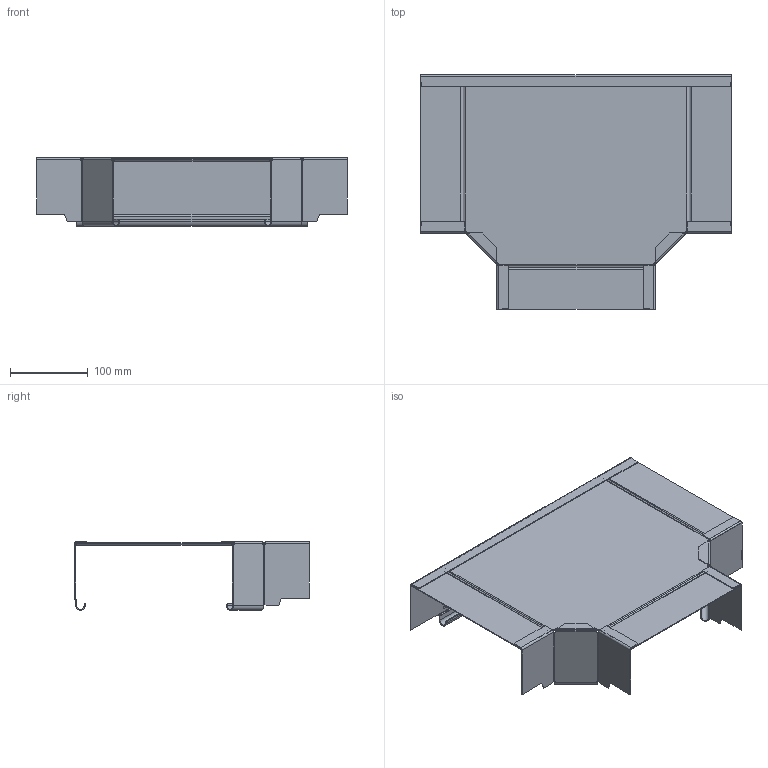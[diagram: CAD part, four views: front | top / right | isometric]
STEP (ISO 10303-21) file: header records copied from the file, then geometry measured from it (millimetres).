
FILE_DESCRIPTION((''),'2;1');
FILE_NAME('6041662_ASM','2013-10-16T',('AndreasKeweloh'),(''),'PRO/ENGINEER BY PARAMETRIC TECHNOLOGY CORPORATION, 2012360','PRO/ENGINEER BY PARAMETRIC TECHNOLOGY CORPORATION, 2012360','');
FILE_SCHEMA(('CONFIG_CONTROL_DESIGN'));
Length unit declared in the file: millimetre
Products named in the file (5): 041439_BODENBLECH_RTM_200; 033219_INNENHOLM_85; 041546_HOLM_RTM_820; RTM_820_ASM; 6041662_ASM
Assembly tree (5 placements, depth 3):
  6041662_ASM
    RTM_820_ASM
      041439_BODENBLECH_RTM_200
      033219_INNENHOLM_85  x2
      041546_HOLM_RTM_820
Bounding box: 399.2 x 301.35 x 88 mm (x, y, z)
Volume: 222409.8 mm3; surface area: 360472.7 mm2
Topology: 4 solids, 4 shells, 456 faces, 1174 edges, 749 vertices
Faces by surface type: plane 280, cylinder 90, extrusion 70, bspline 16
Entity records: 14458 total; most frequent: CARTESIAN_POINT 5321, ORIENTED_EDGE 1960, DIRECTION 1649, EDGE_CURVE 980, VECTOR 763, LINE 693, VERTEX_POINT 635, AXIS2_PLACEMENT_3D 443
